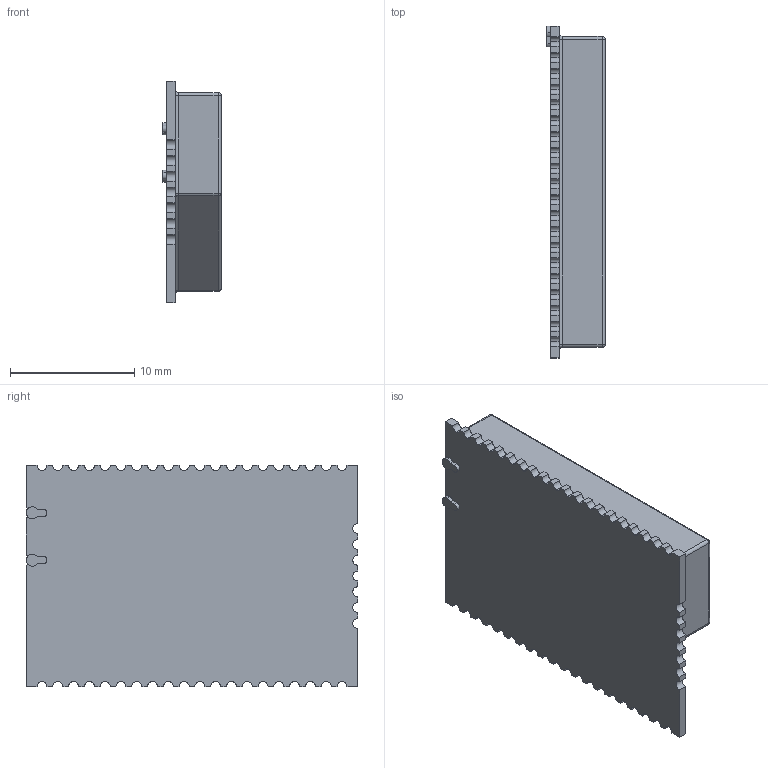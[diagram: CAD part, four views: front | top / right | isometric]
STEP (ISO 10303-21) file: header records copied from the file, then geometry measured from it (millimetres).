
FILE_DESCRIPTION (( 'STEP AP214' ), '1' );
FILE_NAME ('User Library-RN-171.STEP', '2012-06-11T20:14:28', ( 'sysAdmin' ), ( 'SolidWorks' ), 'SwSTEP 2.0', 'SolidWorks 2012', '' );
FILE_SCHEMA (( 'AUTOMOTIVE_DESIGN' ));
Length unit declared in the file: millimetre
Products named in the file (1): User Library-RN-171
Bounding box: 4.7 x 26.67 x 17.78 mm (x, y, z)
Volume: 1688.5 mm3; surface area: 1272.9 mm2
Topology: 1 solids, 1 shells, 171 faces, 478 edges, 307 vertices
Faces by surface type: cylinder 92, plane 69, bspline 10
Entity records: 6258 total; most frequent: CARTESIAN_POINT 1119, DIRECTION 986, ORIENTED_EDGE 950, EDGE_CURVE 475, AXIS2_PLACEMENT_3D 354, VERTEX_POINT 307, VECTOR 278, LINE 278
